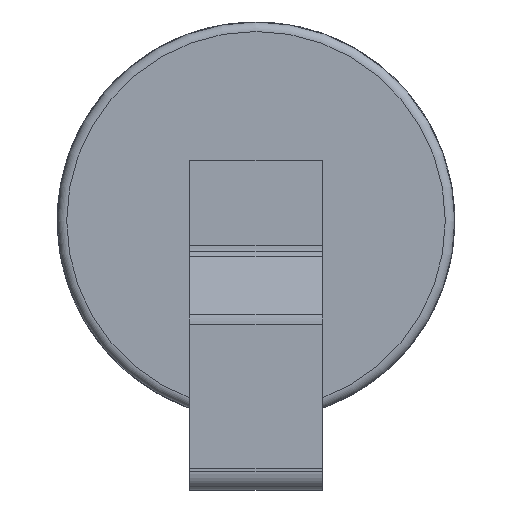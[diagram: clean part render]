
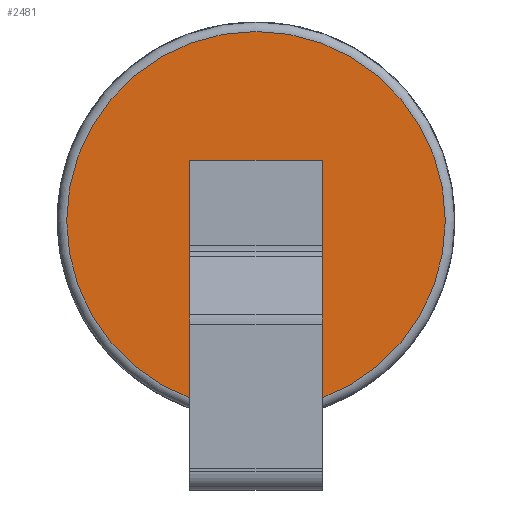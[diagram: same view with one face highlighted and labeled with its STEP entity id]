
A CAD part, front view. The second image highlights one B-rep face of the part: STEP entity #2481.
In plain terms, the highlighted planar face has unit normal (0, -1, 0).
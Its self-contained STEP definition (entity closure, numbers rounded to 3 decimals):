
#45=FACE_BOUND('',#471,.T.);
#216=PLANE('',#2734);
#332=FACE_OUTER_BOUND('',#470,.T.);
#470=EDGE_LOOP('',(#2145,#2146));
#471=EDGE_LOOP('',(#2147,#2148,#2149,#2150));
#529=LINE('',#3525,#675);
#561=LINE('',#3608,#707);
#562=LINE('',#3611,#708);
#565=LINE('',#3616,#711);
#675=VECTOR('',#2848,10.);
#707=VECTOR('',#2934,10.);
#708=VECTOR('',#2937,10.);
#711=VECTOR('',#2944,10.);
#904=CIRCLE('',#2732,10.);
#905=CIRCLE('',#2733,10.);
#961=VERTEX_POINT('',#3522);
#962=VERTEX_POINT('',#3524);
#986=VERTEX_POINT('',#3606);
#987=VERTEX_POINT('',#3610);
#1154=VERTEX_POINT('',#5666);
#1155=VERTEX_POINT('',#5668);
#1213=EDGE_CURVE('',#962,#961,#529,.T.);
#1255=EDGE_CURVE('',#961,#986,#561,.T.);
#1256=EDGE_CURVE('',#987,#962,#562,.T.);
#1259=EDGE_CURVE('',#986,#987,#565,.T.);
#1508=EDGE_CURVE('',#1154,#1155,#904,.T.);
#1509=EDGE_CURVE('',#1155,#1154,#905,.T.);
#2145=ORIENTED_EDGE('',*,*,#1509,.F.);
#2146=ORIENTED_EDGE('',*,*,#1508,.F.);
#2147=ORIENTED_EDGE('',*,*,#1213,.T.);
#2148=ORIENTED_EDGE('',*,*,#1255,.T.);
#2149=ORIENTED_EDGE('',*,*,#1259,.T.);
#2150=ORIENTED_EDGE('',*,*,#1256,.T.);
#2481=ADVANCED_FACE('',(#332,#45),#216,.F.);
#2732=AXIS2_PLACEMENT_3D('',#5669,#3312,#3313);
#2733=AXIS2_PLACEMENT_3D('',#5670,#3314,#3315);
#2734=AXIS2_PLACEMENT_3D('',#5671,#3316,#3317);
#2848=DIRECTION('',(0.,0.,-1.));
#2934=DIRECTION('',(-1.,0.,0.));
#2937=DIRECTION('',(1.,0.,0.));
#2944=DIRECTION('',(0.,0.,1.));
#3312=DIRECTION('center_axis',(0.,1.,0.));
#3313=DIRECTION('ref_axis',(1.,0.,0.));
#3314=DIRECTION('center_axis',(0.,1.,0.));
#3315=DIRECTION('ref_axis',(1.,0.,0.));
#3316=DIRECTION('center_axis',(0.,1.,0.));
#3317=DIRECTION('ref_axis',(1.,0.,0.));
#3522=CARTESIAN_POINT('',(3.5,0.,-1.6));
#3524=CARTESIAN_POINT('',(3.5,0.,3.2));
#3525=CARTESIAN_POINT('',(3.5,0.,-2.755));
#3606=CARTESIAN_POINT('',(-3.5,0.,-1.6));
#3608=CARTESIAN_POINT('',(0.,0.,-1.6));
#3610=CARTESIAN_POINT('',(-3.5,0.,3.2));
#3611=CARTESIAN_POINT('',(0.,0.,3.2));
#3616=CARTESIAN_POINT('',(-3.5,0.,-2.755));
#5666=CARTESIAN_POINT('',(0.,0.,-10.));
#5668=CARTESIAN_POINT('',(-10.,0.,0.));
#5669=CARTESIAN_POINT('Origin',(0.,0.,0.));
#5670=CARTESIAN_POINT('Origin',(0.,0.,0.));
#5671=CARTESIAN_POINT('Origin',(0.,0.,0.));
